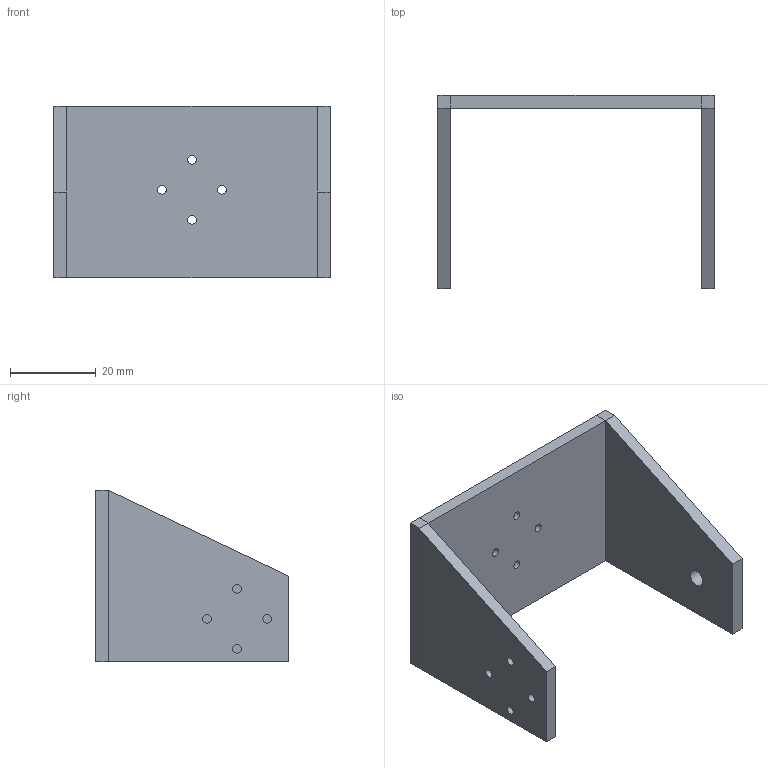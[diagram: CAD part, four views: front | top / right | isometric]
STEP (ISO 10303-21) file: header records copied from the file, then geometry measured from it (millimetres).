
FILE_DESCRIPTION(/* description */ ('FreeCAD Model'),/* implementation_level */ '2;1');
FILE_NAME(/* name */ 'servo frame mg996 centered_MIR_ipt_ba4e3512.STEP',/* time_stamp */ '2022-08-04T14:44:59-04:00',/* author */ ('Author'),/* organization */ (''),/* preprocessor_version */ 'ST-DEVELOPER v18.1',/* originating_system */ 'Autodesk Inventor 2021',/* authorisation */ 'Unknown');
FILE_SCHEMA (('AUTOMOTIVE_DESIGN { 1 0 10303 214 3 1 1 }'));
Length unit declared in the file: millimetre
Products named in the file (1): servo frame mg996 centered_MIR
Bounding box: 64.5 x 45 x 40 mm (x, y, z)
Volume: 15186.9 mm3; surface area: 11351.2 mm2
Topology: 1 solids, 1 shells, 27 faces, 67 edges, 42 vertices
Faces by surface type: plane 18, cylinder 9
Full cylindrical faces by diameter (mm): 2 x8, 4 x1
Entity records: 881 total; most frequent: DIRECTION 141, CARTESIAN_POINT 137, ORIENTED_EDGE 134, EDGE_CURVE 67, LINE 49, VECTOR 49, AXIS2_PLACEMENT_3D 46, EDGE_LOOP 45
